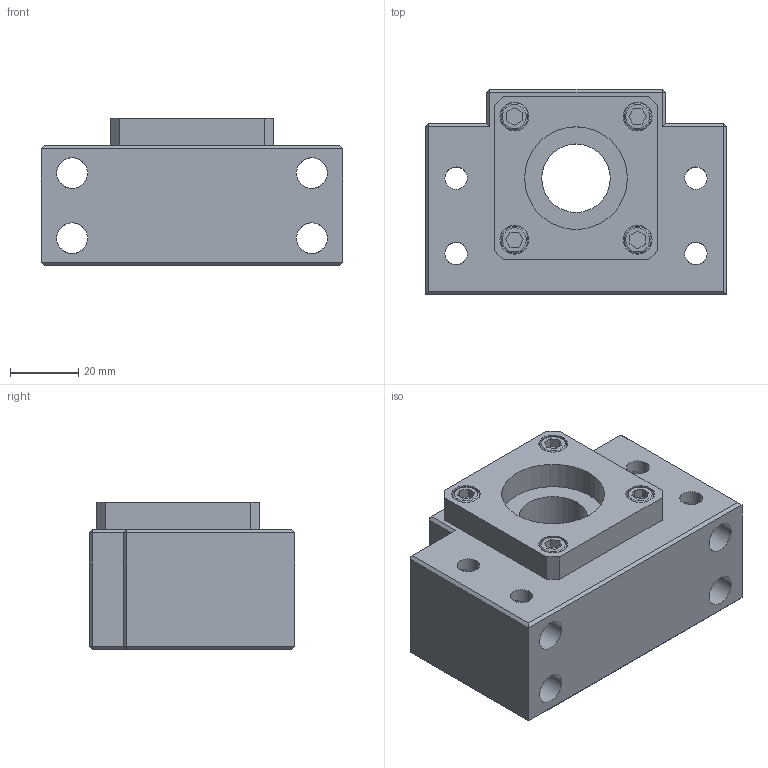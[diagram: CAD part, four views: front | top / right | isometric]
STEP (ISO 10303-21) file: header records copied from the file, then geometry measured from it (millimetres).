
FILE_DESCRIPTION (( 'STEP AP214' ), '1' );
FILE_NAME ('BK20.step', '2018-10-07T12:03:58', ( 'IT Division' ), ( 'IT' ), 'SwSTEP 2.0', 'SolidWorks 2016', '' );
FILE_SCHEMA (( 'AUTOMOTIVE_DESIGN' ));
Length unit declared in the file: millimetre
Products named in the file (1): BK20
Bounding box: 88 x 60 x 43 mm (x, y, z)
Volume: 154649.9 mm3; surface area: 31175 mm2
Topology: 1 solids, 1 shells, 156 faces, 368 edges, 232 vertices
Faces by surface type: plane 88, cylinder 60, torus 8
Entity records: 5530 total; most frequent: CARTESIAN_POINT 1813, DIRECTION 754, ORIENTED_EDGE 736, EDGE_CURVE 368, AXIS2_PLACEMENT_3D 261, VERTEX_POINT 232, VECTOR 232, LINE 232
